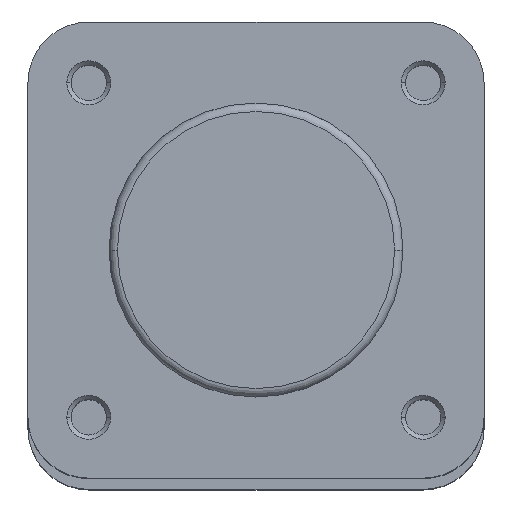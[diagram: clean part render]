
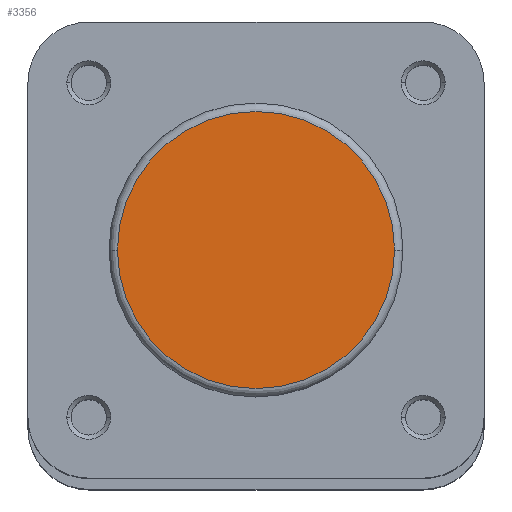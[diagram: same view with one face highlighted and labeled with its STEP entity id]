
A CAD part, top view. The second image highlights one B-rep face of the part: STEP entity #3356.
In plain terms, the highlighted planar face has unit normal (0, 0, 1).
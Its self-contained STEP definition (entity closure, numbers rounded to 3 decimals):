
#50 = VERTEX_POINT ( 'NONE', #4514 ) ;
#54 = VERTEX_POINT ( 'NONE', #1237 ) ;
#370 = FACE_OUTER_BOUND ( 'NONE', #3485, .T. ) ;
#458 = CIRCLE ( 'NONE', #1871, 16.4 ) ;
#500 = CIRCLE ( 'NONE', #1906, 16.4 ) ;
#845 = CARTESIAN_POINT ( 'NONE',  ( 0., 0., 0. ) ) ;
#846 = DIRECTION ( 'NONE',  ( 0., 0., 1. ) ) ;
#847 = DIRECTION ( 'NONE',  ( -1., 0., 0. ) ) ;
#914 = CARTESIAN_POINT ( 'NONE',  ( 0., 0., 0. ) ) ;
#920 = DIRECTION ( 'NONE',  ( 0., 0., 1. ) ) ;
#921 = DIRECTION ( 'NONE',  ( -1., 0., 0. ) ) ;
#1237 = CARTESIAN_POINT ( 'NONE',  ( -16.4, 0., 0. ) ) ;
#1858 = AXIS2_PLACEMENT_3D ( 'NONE', #3215, #3218, #3219 ) ;
#1871 = AXIS2_PLACEMENT_3D ( 'NONE', #845, #846, #847 ) ;
#1906 = AXIS2_PLACEMENT_3D ( 'NONE', #914, #920, #921 ) ;
#3215 = CARTESIAN_POINT ( 'NONE',  ( 0., 17.4, 0. ) ) ;
#3216 = PLANE ( 'NONE',  #1858 ) ;
#3218 = DIRECTION ( 'NONE',  ( 0., 0., -1. ) ) ;
#3219 = DIRECTION ( 'NONE',  ( -1., 0., 0. ) ) ;
#3356 = ADVANCED_FACE ( 'NONE', ( #370 ), #3216, .F. ) ;
#3485 = EDGE_LOOP ( 'NONE', ( #3603, #4096 ) ) ;
#3603 = ORIENTED_EDGE ( 'NONE', *, *, #4773, .T. ) ;
#4096 = ORIENTED_EDGE ( 'NONE', *, *, #4744, .T. ) ;
#4514 = CARTESIAN_POINT ( 'NONE',  ( 16.4, 0., 0. ) ) ;
#4744 = EDGE_CURVE ( 'NONE', #50, #54, #458, .T. ) ;
#4773 = EDGE_CURVE ( 'NONE', #54, #50, #500, .T. ) ;
